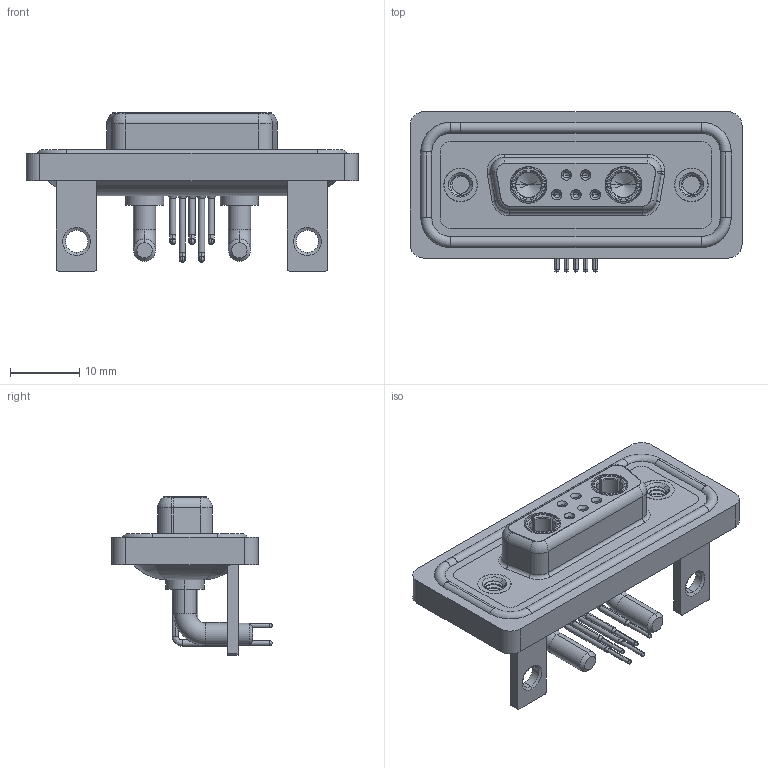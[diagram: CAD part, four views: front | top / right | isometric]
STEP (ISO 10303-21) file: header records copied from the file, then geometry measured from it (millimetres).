
FILE_DESCRIPTION (( 'STEP AP203' ), '1' );
FILE_NAME ('630W7W2-640-3NC.STEP', '2024-04-11T23:39:46', ( '' ), ( '' ), 'SwSTEP 2.0', 'SolidWorks 2023', '' );
FILE_SCHEMA (( 'CONFIG_CONTROL_DESIGN' ));
Length unit declared in the file: millimetre
Products named in the file (10): 630Combo Waterproof Housing_15 Contacts; 630Combo Stabilizer Bracket_50 Contacts; 630Combo Contact Row 2_50 Contacts; 630Combo Shell Rear_15 Contacts; 630Combo Shell Front_15 Contacts; 630Combo Housing_7W2; 630Combo Threaded Rivet_A; 630W7W2-640-3NC; Power Socket_30A RA; 630Combo Contact Row 1_50 Contacts
Assembly tree (15 placements, depth 2):
  630W7W2-640-3NC
    630Combo Housing_7W2
    630Combo Shell Front_15 Contacts
    630Combo Shell Rear_15 Contacts
    630Combo Threaded Rivet_A  x2
    630Combo Stabilizer Bracket_50 Contacts  x2
    Power Socket_30A RA  x2
    630Combo Contact Row 1_50 Contacts  x2
    630Combo Contact Row 2_50 Contacts  x3
    630Combo Waterproof Housing_15 Contacts
Bounding box: 47.9 x 23.12 x 22.8 mm (x, y, z)
Volume: 6611.5 mm3; surface area: 10981 mm2
Topology: 18 solids, 18 shells, 849 faces, 2158 edges, 1365 vertices
Faces by surface type: cylinder 375, plane 258, cone 101, torus 83, bspline 32
Entity records: 21314 total; most frequent: CARTESIAN_POINT 5452, DIRECTION 3259, ORIENTED_EDGE 2978, EDGE_CURVE 1489, AXIS2_PLACEMENT_3D 1313, VERTEX_POINT 949, CIRCLE 709, EDGE_LOOP 676
